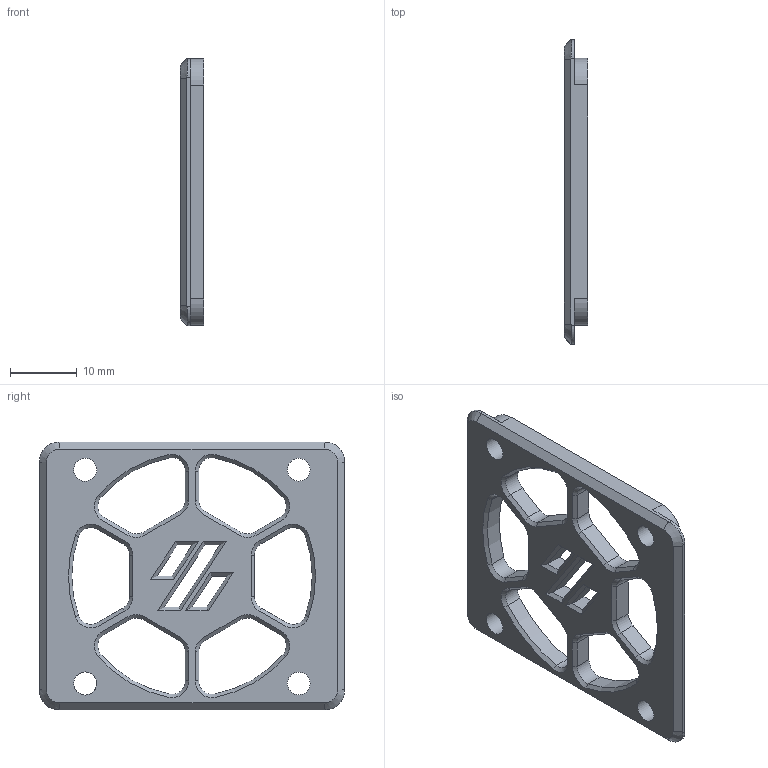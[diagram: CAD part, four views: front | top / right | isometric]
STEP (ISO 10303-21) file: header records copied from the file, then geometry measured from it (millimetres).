
FILE_DESCRIPTION(/* description */ (''),/* implementation_level */ '2;1');
FILE_NAME(/* name */ '40mm_fan_blank_insert_x2.step',/* time_stamp */ '2025-12-31T11:27:13-05:00',/* author */ (''),/* organization */ (''),/* preprocessor_version */ 'ST-DEVELOPER v20.1',/* originating_system */ 'Autodesk Translation Framework v14.21.0.0',/* authorisation */ '');
FILE_SCHEMA (('AUTOMOTIVE_DESIGN { 1 0 10303 214 3 1 1 }'));
Length unit declared in the file: millimetre
Products named in the file (1): 40mm_fan_blank_insert
Bounding box: 3.5 x 45.6 x 40 mm (x, y, z)
Volume: 3098 mm3; surface area: 3707.5 mm2
Topology: 1 solids, 1 shells, 152 faces, 387 edges, 238 vertices
Faces by surface type: plane 75, cylinder 41, cone 34, bspline 2
Full cylindrical faces by diameter (mm): 3.4 x2, 39 x1
Entity records: 4789 total; most frequent: CARTESIAN_POINT 966, DIRECTION 801, ORIENTED_EDGE 774, EDGE_CURVE 387, AXIS2_PLACEMENT_3D 271, LINE 259, VECTOR 259, VERTEX_POINT 238
